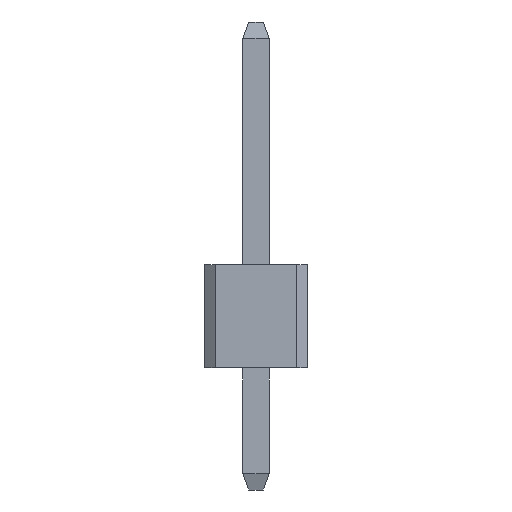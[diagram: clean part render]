
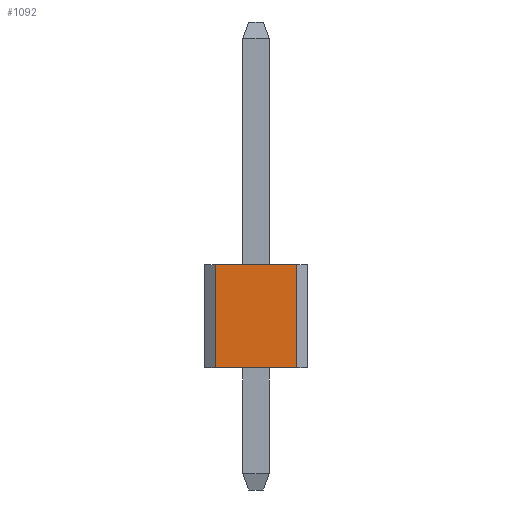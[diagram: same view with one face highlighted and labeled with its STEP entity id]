
A CAD part, front view. The second image highlights one B-rep face of the part: STEP entity #1092.
In plain terms, the highlighted planar face has unit normal (0, -1, 0).
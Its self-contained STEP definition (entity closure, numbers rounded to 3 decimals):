
#13 = VERTEX_POINT ( 'NONE', #471 ) ;
#105 = CARTESIAN_POINT ( 'NONE',  ( 1., -1.27, 5.54 ) ) ;
#139 = EDGE_LOOP ( 'NONE', ( #422, #513, #658, #1216 ) ) ;
#392 = PLANE ( 'NONE',  #939 ) ;
#422 = ORIENTED_EDGE ( 'NONE', *, *, #537, .F. ) ;
#471 = CARTESIAN_POINT ( 'NONE',  ( -1., -1.27, 3. ) ) ;
#483 = LINE ( 'NONE', #105, #1072 ) ;
#499 = FACE_OUTER_BOUND ( 'NONE', #139, .T. ) ;
#513 = ORIENTED_EDGE ( 'NONE', *, *, #752, .F. ) ;
#537 = EDGE_CURVE ( 'NONE', #863, #13, #1386, .T. ) ;
#606 = DIRECTION ( 'NONE',  ( 0., 0., -1. ) ) ;
#634 = CARTESIAN_POINT ( 'NONE',  ( -1., -1.27, 3. ) ) ;
#650 = DIRECTION ( 'NONE',  ( -1., 0., 0. ) ) ;
#658 = ORIENTED_EDGE ( 'NONE', *, *, #1209, .T. ) ;
#737 = LINE ( 'NONE', #1223, #1075 ) ;
#752 = EDGE_CURVE ( 'NONE', #1023, #863, #483, .T. ) ;
#774 = DIRECTION ( 'NONE',  ( 0., 0., -1. ) ) ;
#791 = CARTESIAN_POINT ( 'NONE',  ( -1., -1.27, 5.54 ) ) ;
#863 = VERTEX_POINT ( 'NONE', #1255 ) ;
#930 = VERTEX_POINT ( 'NONE', #1260 ) ;
#939 = AXIS2_PLACEMENT_3D ( 'NONE', #1031, #1391, #774 ) ;
#1023 = VERTEX_POINT ( 'NONE', #1196 ) ;
#1031 = CARTESIAN_POINT ( 'NONE',  ( -1., -1.27, 5.54 ) ) ;
#1072 = VECTOR ( 'NONE', #606, 1000. ) ;
#1075 = VECTOR ( 'NONE', #650, 1000. ) ;
#1092 = ADVANCED_FACE ( 'NONE', ( #499 ), #392, .T. ) ;
#1135 = EDGE_CURVE ( 'NONE', #930, #13, #1525, .T. ) ;
#1196 = CARTESIAN_POINT ( 'NONE',  ( 1., -1.27, 5.54 ) ) ;
#1209 = EDGE_CURVE ( 'NONE', #1023, #930, #737, .T. ) ;
#1216 = ORIENTED_EDGE ( 'NONE', *, *, #1135, .T. ) ;
#1223 = CARTESIAN_POINT ( 'NONE',  ( -1., -1.27, 5.54 ) ) ;
#1227 = VECTOR ( 'NONE', #1287, 1000. ) ;
#1255 = CARTESIAN_POINT ( 'NONE',  ( 1., -1.27, 3. ) ) ;
#1260 = CARTESIAN_POINT ( 'NONE',  ( -1., -1.27, 5.54 ) ) ;
#1287 = DIRECTION ( 'NONE',  ( 0., 0., -1. ) ) ;
#1386 = LINE ( 'NONE', #634, #1508 ) ;
#1391 = DIRECTION ( 'NONE',  ( 0., -1., 0. ) ) ;
#1499 = DIRECTION ( 'NONE',  ( -1., 0., 0. ) ) ;
#1508 = VECTOR ( 'NONE', #1499, 1000. ) ;
#1525 = LINE ( 'NONE', #791, #1227 ) ;
